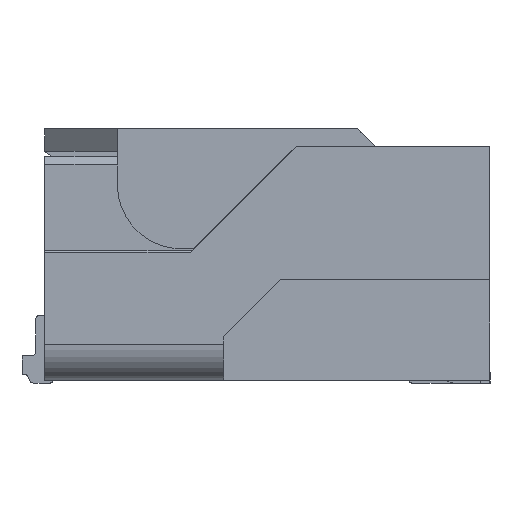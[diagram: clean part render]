
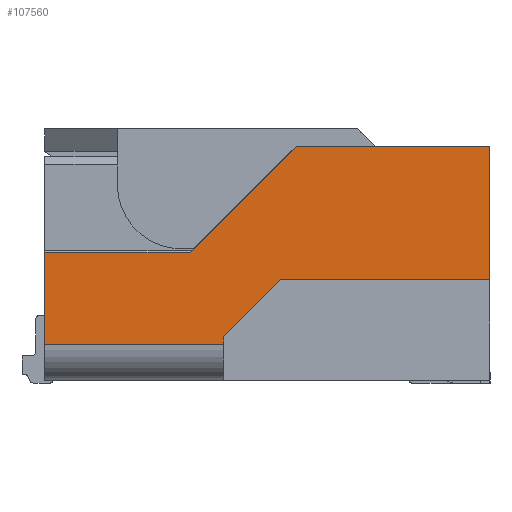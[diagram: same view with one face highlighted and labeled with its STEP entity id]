
A CAD part, left-side view. The second image highlights one B-rep face of the part: STEP entity #107560.
In plain terms, the highlighted face is planar.
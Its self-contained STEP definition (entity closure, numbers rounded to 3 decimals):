
#34330=CARTESIAN_POINT('',(6.355,-6.55,
-2.273));
#34340=VERTEX_POINT('',#34330);
#34370=CARTESIAN_POINT('',(6.355,-6.55,
0.));
#34380=DIRECTION('',(0.,0.,1.));
#34390=VECTOR('',#34380,1.);
#34400=LINE('',#34370,#34390);
#34410=CARTESIAN_POINT('',(6.355,-6.55,
-3.283));
#34420=VERTEX_POINT('',#34410);
#34430=EDGE_CURVE('',#34420,#34340,#34400,.T.);
#60120=CARTESIAN_POINT('',(6.355,-1.65,
-1.103));
#60130=VERTEX_POINT('',#60120);
#60160=CARTESIAN_POINT('',(6.355,0.,
-1.103));
#60170=DIRECTION('',(0.,-1.,0.));
#60180=VECTOR('',#60170,1.);
#60190=LINE('',#60160,#60180);
#60200=CARTESIAN_POINT('',(6.355,-3.78,
-1.103));
#60210=VERTEX_POINT('',#60200);
#60220=EDGE_CURVE('',#60130,#60210,#60190,.T.);
#106950=CARTESIAN_POINT('',(6.355,-0.462,
1.79));
#106960=DIRECTION('',(1.,0.,0.));
#106970=DIRECTION('',(0.,0.,-1.));
#106980=AXIS2_PLACEMENT_3D('',#106950,#106960,#106970);
#106990=PLANE('',#106980);
#107000=CARTESIAN_POINT('',(6.355,0.,
-3.283));
#107010=DIRECTION('',(0.,1.,0.));
#107020=VECTOR('',#107010,1.);
#107030=LINE('',#107000,#107020);
#107040=CARTESIAN_POINT('',(6.355,-4.58,
-3.283));
#107050=VERTEX_POINT('',#107040);
#107060=EDGE_CURVE('',#34420,#107050,#107030,.T.);
#107070=ORIENTED_EDGE('',*,*,#107060,.T.);
#107080=ORIENTED_EDGE('',*,*,#34430,.F.);
#107090=CARTESIAN_POINT('',(6.355,0.,
-2.273));
#107100=DIRECTION('',(0.,-1.,0.));
#107110=VECTOR('',#107100,1.);
#107120=LINE('',#107090,#107110);
#107130=CARTESIAN_POINT('',(6.355,-4.95,
-2.273));
#107140=VERTEX_POINT('',#107130);
#107150=EDGE_CURVE('',#107140,#34340,#107120,.T.);
#107160=ORIENTED_EDGE('',*,*,#107150,.T.);
#107170=CARTESIAN_POINT('',(6.355,0.,
2.677));
#107180=DIRECTION('',(0.,0.707,
0.707));
#107190=VECTOR('',#107180,1.);
#107200=LINE('',#107170,#107190);
#107210=EDGE_CURVE('',#107140,#60210,#107200,.T.);
#107220=ORIENTED_EDGE('',*,*,#107210,.F.);
#107230=ORIENTED_EDGE('',*,*,#60220,.T.);
#107240=CARTESIAN_POINT('',(6.355,-1.65,
0.));
#107250=DIRECTION('',(0.,0.,1.));
#107260=VECTOR('',#107250,1.);
#107270=LINE('',#107240,#107260);
#107280=CARTESIAN_POINT('',(6.355,-1.65,
-2.573));
#107290=VERTEX_POINT('',#107280);
#107300=EDGE_CURVE('',#107290,#60130,#107270,.T.);
#107310=ORIENTED_EDGE('',*,*,#107300,.T.);
#107320=CARTESIAN_POINT('',(6.355,0.,
-2.573));
#107330=DIRECTION('',(0.,1.,0.));
#107340=VECTOR('',#107330,1.);
#107350=LINE('',#107320,#107340);
#107360=CARTESIAN_POINT('',(6.355,-3.95,
-2.573));
#107370=VERTEX_POINT('',#107360);
#107380=EDGE_CURVE('',#107370,#107290,#107350,.T.);
#107390=ORIENTED_EDGE('',*,*,#107380,.T.);
#107400=CARTESIAN_POINT('',(6.355,-1.377,
0.));
#107410=DIRECTION('',(0.,0.707,
0.707));
#107420=VECTOR('',#107410,1.);
#107430=LINE('',#107400,#107420);
#107440=CARTESIAN_POINT('',(6.355,-4.58,
-3.203));
#107450=VERTEX_POINT('',#107440);
#107460=EDGE_CURVE('',#107450,#107370,#107430,.T.);
#107470=ORIENTED_EDGE('',*,*,#107460,.T.);
#107480=CARTESIAN_POINT('',(6.355,-4.58,
0.));
#107490=DIRECTION('',(0.,0.,1.));
#107500=VECTOR('',#107490,1.);
#107510=LINE('',#107480,#107500);
#107520=EDGE_CURVE('',#107050,#107450,#107510,.T.);
#107530=ORIENTED_EDGE('',*,*,#107520,.T.);
#107540=EDGE_LOOP('',(#107530,#107470,#107390,#107310,#107230,#107220,
#107160,#107080,#107070));
#107550=FACE_OUTER_BOUND('',#107540,.T.);
#107560=ADVANCED_FACE('',(#107550),#106990,.T.);
